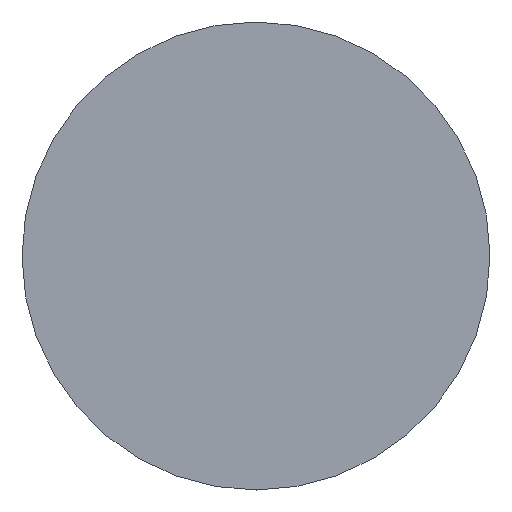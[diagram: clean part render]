
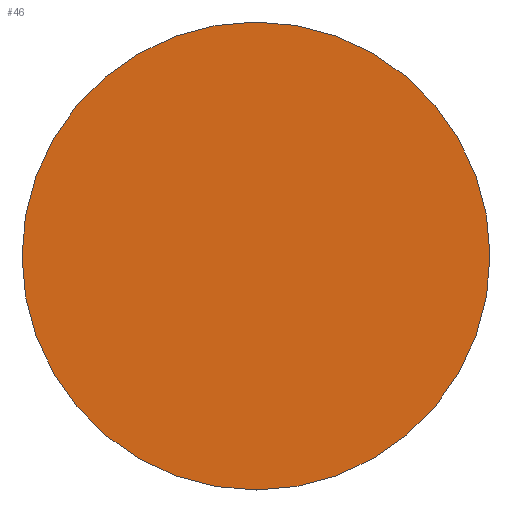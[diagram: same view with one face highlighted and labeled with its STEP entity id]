
A CAD part, front view. The second image highlights one B-rep face of the part: STEP entity #46.
In plain terms, the highlighted planar face has unit normal (0, -1, 0).
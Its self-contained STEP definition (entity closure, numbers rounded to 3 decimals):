
#8 = DIRECTION ( 'NONE',  ( 0., -1., 0. ) ) ;
#11 = DIRECTION ( 'NONE',  ( -0.642, 0., -0.767 ) ) ;
#13 = CIRCLE ( 'NONE', #149, 15. ) ;
#15 = CARTESIAN_POINT ( 'NONE',  ( -1082.809, -157.494, 604.499 ) ) ;
#17 = PLANE ( 'NONE',  #31 ) ;
#21 = CARTESIAN_POINT ( 'NONE',  ( -1092.432, -157.494, 592.993 ) ) ;
#22 = ORIENTED_EDGE ( 'NONE', *, *, #150, .T. ) ;
#31 = AXIS2_PLACEMENT_3D ( 'NONE', #49, #157, #145 ) ;
#42 = AXIS2_PLACEMENT_3D ( 'NONE', #21, #124, #147 ) ;
#46 = ADVANCED_FACE ( 'NONE', ( #56 ), #17, .T. ) ;
#49 = CARTESIAN_POINT ( 'NONE',  ( -1092.432, -157.494, 592.993 ) ) ;
#56 = FACE_OUTER_BOUND ( 'NONE', #152, .T. ) ;
#96 = VERTEX_POINT ( 'NONE', #15 ) ;
#99 = VERTEX_POINT ( 'NONE', #134 ) ;
#117 = CIRCLE ( 'NONE', #42, 15. ) ;
#124 = DIRECTION ( 'NONE',  ( 0., -1., 0. ) ) ;
#128 = EDGE_CURVE ( 'NONE', #96, #99, #13, .T. ) ;
#134 = CARTESIAN_POINT ( 'NONE',  ( -1102.056, -157.494, 581.488 ) ) ;
#145 = DIRECTION ( 'NONE',  ( -0.642, 0., -0.767 ) ) ;
#147 = DIRECTION ( 'NONE',  ( -0.642, 0., -0.767 ) ) ;
#149 = AXIS2_PLACEMENT_3D ( 'NONE', #169, #8, #11 ) ;
#150 = EDGE_CURVE ( 'NONE', #99, #96, #117, .T. ) ;
#152 = EDGE_LOOP ( 'NONE', ( #159, #22 ) ) ;
#157 = DIRECTION ( 'NONE',  ( 0., -1., 0. ) ) ;
#159 = ORIENTED_EDGE ( 'NONE', *, *, #128, .T. ) ;
#169 = CARTESIAN_POINT ( 'NONE',  ( -1092.432, -157.494, 592.993 ) ) ;
